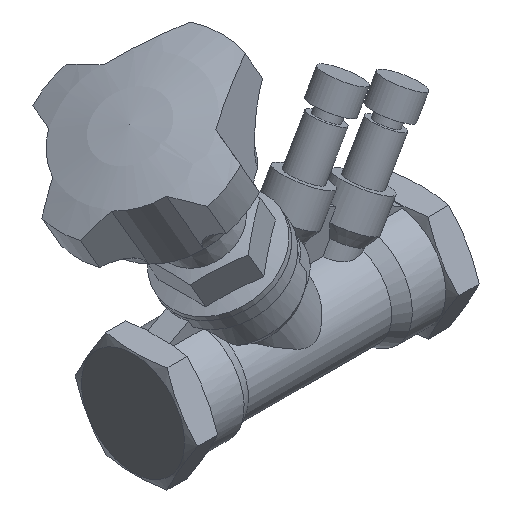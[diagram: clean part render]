
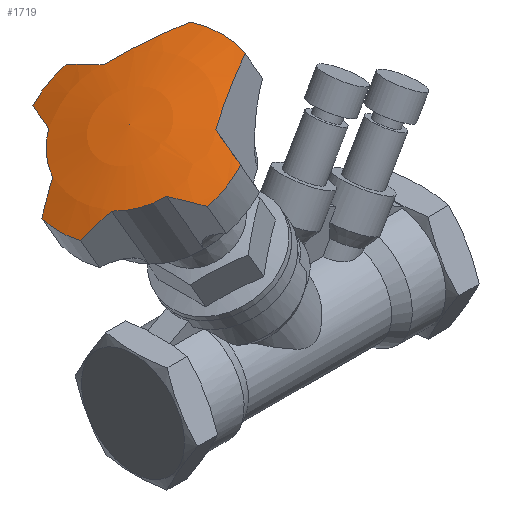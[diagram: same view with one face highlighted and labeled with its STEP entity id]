
A CAD part, isometric view. The second image highlights one B-rep face of the part: STEP entity #1719.
In plain terms, the highlighted spherical face has radius 100 mm.
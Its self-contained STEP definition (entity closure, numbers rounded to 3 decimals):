
#24=SPHERICAL_SURFACE('',#1919,100.);
#797=ORIENTED_EDGE('',*,*,#1038,.F.);
#798=ORIENTED_EDGE('',*,*,#1042,.F.);
#799=ORIENTED_EDGE('',*,*,#1045,.F.);
#800=ORIENTED_EDGE('',*,*,#1077,.F.);
#801=ORIENTED_EDGE('',*,*,#1048,.F.);
#802=ORIENTED_EDGE('',*,*,#1052,.F.);
#803=ORIENTED_EDGE('',*,*,#1055,.F.);
#804=ORIENTED_EDGE('',*,*,#1078,.F.);
#805=ORIENTED_EDGE('',*,*,#1058,.F.);
#806=ORIENTED_EDGE('',*,*,#1062,.F.);
#807=ORIENTED_EDGE('',*,*,#1066,.F.);
#808=ORIENTED_EDGE('',*,*,#1068,.F.);
#809=ORIENTED_EDGE('',*,*,#1030,.F.);
#810=ORIENTED_EDGE('',*,*,#1035,.F.);
#1030=EDGE_CURVE('',#1221,#1222,#1308,.T.);
#1035=EDGE_CURVE('',#1225,#1221,#1309,.F.);
#1038=EDGE_CURVE('',#1228,#1225,#1310,.F.);
#1042=EDGE_CURVE('',#1230,#1228,#1312,.T.);
#1045=EDGE_CURVE('',#1232,#1230,#1313,.F.);
#1048=EDGE_CURVE('',#1235,#1236,#1314,.F.);
#1052=EDGE_CURVE('',#1238,#1235,#1316,.T.);
#1055=EDGE_CURVE('',#1240,#1238,#1317,.F.);
#1058=EDGE_CURVE('',#1243,#1244,#1318,.F.);
#1062=EDGE_CURVE('',#1246,#1243,#1320,.T.);
#1066=EDGE_CURVE('',#1249,#1246,#1321,.F.);
#1068=EDGE_CURVE('',#1222,#1249,#1322,.F.);
#1077=EDGE_CURVE('',#1236,#1232,#1330,.T.);
#1078=EDGE_CURVE('',#1244,#1240,#1331,.T.);
#1221=VERTEX_POINT('',#6194);
#1222=VERTEX_POINT('',#6196);
#1225=VERTEX_POINT('',#6279);
#1228=VERTEX_POINT('',#6336);
#1230=VERTEX_POINT('',#6343);
#1232=VERTEX_POINT('',#6402);
#1235=VERTEX_POINT('',#6459);
#1236=VERTEX_POINT('',#6461);
#1238=VERTEX_POINT('',#6467);
#1240=VERTEX_POINT('',#6528);
#1243=VERTEX_POINT('',#6585);
#1244=VERTEX_POINT('',#6587);
#1246=VERTEX_POINT('',#6593);
#1249=VERTEX_POINT('',#6656);
#1308=CIRCLE('',#1881,35.);
#1309=CIRCLE('',#1883,97.262);
#1310=CIRCLE('',#1885,98.469);
#1312=CIRCLE('',#1888,32.5);
#1313=CIRCLE('',#1890,98.469);
#1314=CIRCLE('',#1892,98.469);
#1316=CIRCLE('',#1895,32.5);
#1317=CIRCLE('',#1897,98.469);
#1318=CIRCLE('',#1899,98.469);
#1320=CIRCLE('',#1902,32.5);
#1321=CIRCLE('',#1904,98.469);
#1322=CIRCLE('',#1906,97.262);
#1330=CIRCLE('',#1916,24.);
#1331=CIRCLE('',#1918,24.);
#1454=EDGE_LOOP('',(#797,#798,#799,#800,#801,#802,#803,#804,#805,#806,#807,
#808,#809,#810));
#1584=FACE_BOUND('',#1454,.T.);
#1719=ADVANCED_FACE('',(#1584),#24,.T.);
#1881=AXIS2_PLACEMENT_3D('',#6195,#2265,#2266);
#1883=AXIS2_PLACEMENT_3D('',#6280,#2272,#2273);
#1885=AXIS2_PLACEMENT_3D('',#6337,#2277,#2278);
#1888=AXIS2_PLACEMENT_3D('',#6344,#2285,#2286);
#1890=AXIS2_PLACEMENT_3D('',#6403,#2290,#2291);
#1892=AXIS2_PLACEMENT_3D('',#6460,#2295,#2296);
#1895=AXIS2_PLACEMENT_3D('',#6468,#2303,#2304);
#1897=AXIS2_PLACEMENT_3D('',#6529,#2308,#2309);
#1899=AXIS2_PLACEMENT_3D('',#6586,#2313,#2314);
#1902=AXIS2_PLACEMENT_3D('',#6594,#2321,#2322);
#1904=AXIS2_PLACEMENT_3D('',#6657,#2327,#2328);
#1906=AXIS2_PLACEMENT_3D('',#6737,#2331,#2332);
#1916=AXIS2_PLACEMENT_3D('',#6749,#2352,#2353);
#1918=AXIS2_PLACEMENT_3D('',#6751,#2356,#2357);
#1919=AXIS2_PLACEMENT_3D('',#6752,#2358,#2359);
#2265=DIRECTION('',(0.5,0.,-0.866));
#2266=DIRECTION('',(0.,1.,0.));
#2272=DIRECTION('',(-0.366,-0.906,-0.211));
#2273=DIRECTION('',(0.785,-0.423,0.453));
#2277=DIRECTION('',(-0.814,-0.342,-0.47));
#2278=DIRECTION('',(0.296,-0.94,0.171));
#2285=DIRECTION('',(0.5,0.,-0.866));
#2286=DIRECTION('',(0.,1.,0.));
#2290=DIRECTION('',(0.814,-0.342,0.47));
#2291=DIRECTION('',(0.296,0.94,0.171));
#2295=DIRECTION('',(0.296,-0.94,0.171));
#2296=DIRECTION('',(0.814,0.342,0.47));
#2303=DIRECTION('',(0.5,0.,-0.866));
#2304=DIRECTION('',(0.,1.,0.));
#2308=DIRECTION('',(0.296,0.94,0.171));
#2309=DIRECTION('',(-0.814,0.342,-0.47));
#2313=DIRECTION('',(0.814,0.342,0.47));
#2314=DIRECTION('',(-0.296,0.94,-0.171));
#2321=DIRECTION('',(0.5,0.,-0.866));
#2322=DIRECTION('',(0.,1.,0.));
#2327=DIRECTION('',(-0.814,0.342,-0.47));
#2328=DIRECTION('',(-0.296,-0.94,-0.171));
#2331=DIRECTION('',(-0.366,0.906,-0.211));
#2332=DIRECTION('',(-0.785,-0.423,-0.453));
#2352=DIRECTION('',(0.5,0.,-0.866));
#2353=DIRECTION('',(0.,1.,0.));
#2356=DIRECTION('',(0.5,0.,-0.866));
#2357=DIRECTION('',(0.,1.,0.));
#2358=DIRECTION('',(0.5,0.,-0.866));
#2359=DIRECTION('',(0.,-1.,0.));
#6194=CARTESIAN_POINT('',(-20.65,10.,102.849));
#6195=CARTESIAN_POINT('',(-49.697,0.,86.078));
#6196=CARTESIAN_POINT('',(-20.65,-10.,102.849));
#6279=CARTESIAN_POINT('',(-41.87,20.463,94.728));
#6280=CARTESIAN_POINT('',(5.645,21.061,9.864));
#6336=CARTESIAN_POINT('',(-44.083,31.737,90.355));
#6337=CARTESIAN_POINT('',(11.327,5.962,13.144));
#6343=CARTESIAN_POINT('',(-56.208,31.737,83.355));
#6344=CARTESIAN_POINT('',(-50.146,0.,86.855));
#6402=CARTESIAN_POINT('',(-60.699,21.463,83.655));
#6403=CARTESIAN_POINT('',(-17.046,5.962,-3.237));
#6459=CARTESIAN_POINT('',(-77.631,7.,70.986));
#6460=CARTESIAN_POINT('',(-8.023,16.381,1.972));
#6461=CARTESIAN_POINT('',(-69.986,10.739,78.293));
#6467=CARTESIAN_POINT('',(-77.631,-7.,70.986));
#6468=CARTESIAN_POINT('',(-50.146,0.,86.855));
#6528=CARTESIAN_POINT('',(-69.986,-10.739,78.293));
#6529=CARTESIAN_POINT('',(-8.023,-16.381,1.972));
#6585=CARTESIAN_POINT('',(-56.208,-31.737,83.355));
#6586=CARTESIAN_POINT('',(-17.046,-5.962,-3.237));
#6587=CARTESIAN_POINT('',(-60.699,-21.463,83.655));
#6593=CARTESIAN_POINT('',(-44.083,-31.737,90.355));
#6594=CARTESIAN_POINT('',(-50.146,0.,86.855));
#6656=CARTESIAN_POINT('',(-41.87,-20.463,94.728));
#6657=CARTESIAN_POINT('',(11.327,-5.962,13.144));
#6737=CARTESIAN_POINT('',(5.645,-21.061,9.864));
#6749=CARTESIAN_POINT('',(-51.398,0.,89.025));
#6751=CARTESIAN_POINT('',(-51.398,0.,89.025));
#6752=CARTESIAN_POINT('',(-2.86,0.,4.953));
